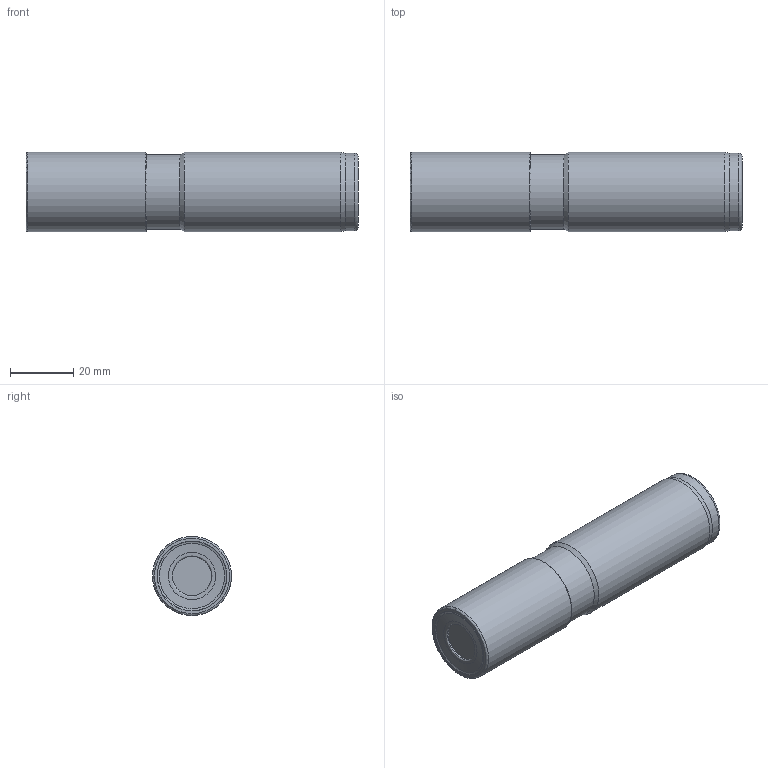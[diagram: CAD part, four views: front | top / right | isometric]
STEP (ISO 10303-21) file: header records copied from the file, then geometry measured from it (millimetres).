
FILE_DESCRIPTION(/* description */ (''),/* implementation_level */ '2;1');
FILE_NAME(/* name */ 'R1AHM90-AP10-D25-W25-L105-Z0208-H_light.stp',/* time_stamp */ '2023-11-30T16:36:58+03:00',/* author */ (''),/* organization */ (''),/* preprocessor_version */ 'ST-DEVELOPER v19.4',/* originating_system */ 'SIEMENS PLM Software NX2306.3001',/* authorisation */ '');
FILE_SCHEMA (('AUTOMOTIVE_DESIGN { 1 0 10303 214 3 1 1 1 }'));
Length unit declared in the file: millimetre
Products named in the file (1): AHM90-AP10-D25-W25-L105-Z0208-H
Bounding box: 104.99 x 25 x 25 mm (x, y, z)
Volume: 62103.1 mm3; surface area: 13959.2 mm2
Topology: 2 solids, 2 shells, 28 faces, 65 edges, 39 vertices
Faces by surface type: revolution 11, torus 5, cone 5, cylinder 5, plane 2
Full cylindrical faces by diameter (mm): 12.4 x1, 23.5 x1, 24.5 x1, 25 x2
Entity records: 766 total; most frequent: CARTESIAN_POINT 163, DIRECTION 101, EDGE_LOOP 54, ORIENTED_EDGE 54, FACE_BOUND 52, AXIS2_PLACEMENT_3D 45, ADVANCED_FACE 28, VERTEX_POINT 27
